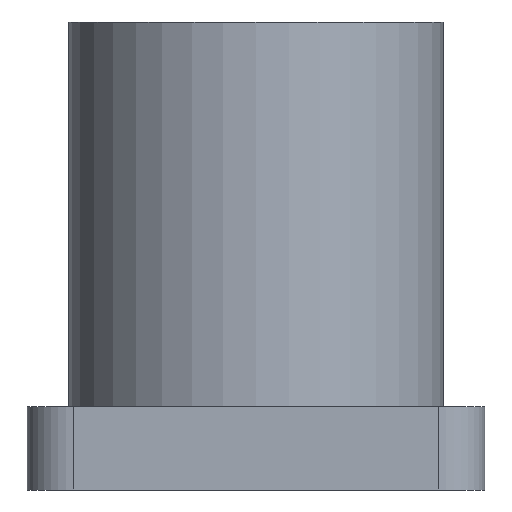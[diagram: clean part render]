
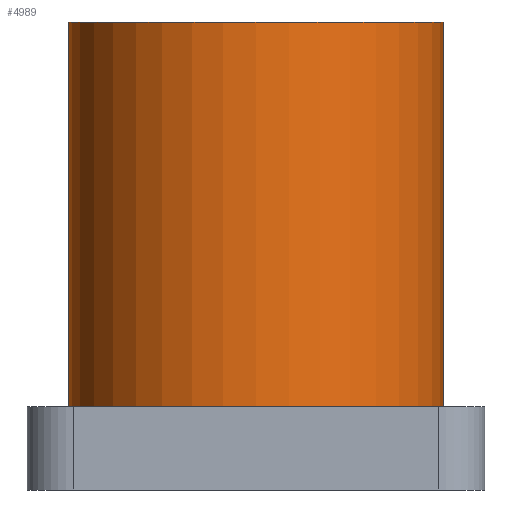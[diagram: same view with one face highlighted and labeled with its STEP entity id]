
A CAD part, front view. The second image highlights one B-rep face of the part: STEP entity #4989.
In plain terms, the highlighted cylindrical face has radius 28.575 mm (diameter 57.15 mm), a partial arc.
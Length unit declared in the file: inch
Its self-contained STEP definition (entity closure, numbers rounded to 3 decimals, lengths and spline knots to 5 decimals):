
#59 = EDGE_CURVE ( 'NONE', #6305, #6425, #4244, .T. ) ;
#162 = CARTESIAN_POINT ( 'NONE',  ( -1.125, 0., 2.812 ) ) ;
#246 = VERTEX_POINT ( 'NONE', #6367 ) ;
#320 = CARTESIAN_POINT ( 'NONE',  ( -1.125, 0., 1.406 ) ) ;
#362 = CIRCLE ( 'NONE', #408, 1.125 ) ;
#408 = AXIS2_PLACEMENT_3D ( 'NONE', #6652, #2484, #6155 ) ;
#809 = CIRCLE ( 'NONE', #6376, 1.125 ) ;
#993 = CARTESIAN_POINT ( 'NONE',  ( 0., 0., 1.406 ) ) ;
#1390 = CARTESIAN_POINT ( 'NONE',  ( 0., 0., 0.5 ) ) ;
#1646 = CARTESIAN_POINT ( 'NONE',  ( 1.125, 0., 1.406 ) ) ;
#1869 = EDGE_CURVE ( 'NONE', #3193, #6425, #362, .T. ) ;
#2180 = DIRECTION ( 'NONE',  ( 0., 0., 1. ) ) ;
#2484 = DIRECTION ( 'NONE',  ( 0., 0., -1. ) ) ;
#2973 = ORIENTED_EDGE ( 'NONE', *, *, #5023, .T. ) ;
#2984 = DIRECTION ( 'NONE',  ( 1., 0., 0. ) ) ;
#3027 = LINE ( 'NONE', #1646, #4664 ) ;
#3176 = CYLINDRICAL_SURFACE ( 'NONE', #6303, 1.125 ) ;
#3186 = EDGE_CURVE ( 'NONE', #6305, #246, #809, .T. ) ;
#3193 = VERTEX_POINT ( 'NONE', #3447 ) ;
#3374 = CARTESIAN_POINT ( 'NONE',  ( -1.125, 0., 0.5 ) ) ;
#3447 = CARTESIAN_POINT ( 'NONE',  ( 1.125, 0., 2.812 ) ) ;
#3589 = EDGE_LOOP ( 'NONE', ( #5015, #4438, #2973, #6591 ) ) ;
#3830 = FACE_OUTER_BOUND ( 'NONE', #3589, .T. ) ;
#4024 = DIRECTION ( 'NONE',  ( 0., 0., 1. ) ) ;
#4244 = LINE ( 'NONE', #320, #6255 ) ;
#4438 = ORIENTED_EDGE ( 'NONE', *, *, #3186, .T. ) ;
#4588 = DIRECTION ( 'NONE',  ( 0., 0., 1. ) ) ;
#4664 = VECTOR ( 'NONE', #2180, 39.37008 ) ;
#4989 = ADVANCED_FACE ( 'NONE', ( #3830 ), #3176, .T. ) ;
#5015 = ORIENTED_EDGE ( 'NONE', *, *, #59, .F. ) ;
#5023 = EDGE_CURVE ( 'NONE', #246, #3193, #3027, .T. ) ;
#5189 = DIRECTION ( 'NONE',  ( 0., 0., 1. ) ) ;
#5732 = DIRECTION ( 'NONE',  ( 1., 0., 0. ) ) ;
#6155 = DIRECTION ( 'NONE',  ( 1., 0., 0. ) ) ;
#6255 = VECTOR ( 'NONE', #4588, 39.37008 ) ;
#6303 = AXIS2_PLACEMENT_3D ( 'NONE', #993, #5189, #5732 ) ;
#6305 = VERTEX_POINT ( 'NONE', #3374 ) ;
#6367 = CARTESIAN_POINT ( 'NONE',  ( 1.125, 0., 0.5 ) ) ;
#6376 = AXIS2_PLACEMENT_3D ( 'NONE', #1390, #4024, #2984 ) ;
#6425 = VERTEX_POINT ( 'NONE', #162 ) ;
#6591 = ORIENTED_EDGE ( 'NONE', *, *, #1869, .T. ) ;
#6652 = CARTESIAN_POINT ( 'NONE',  ( 0., 0., 2.812 ) ) ;
